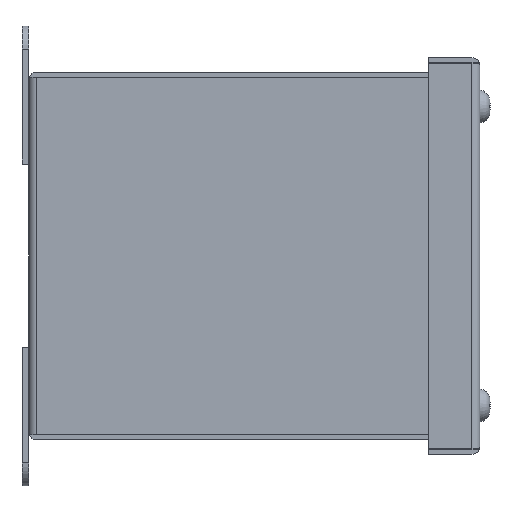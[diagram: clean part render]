
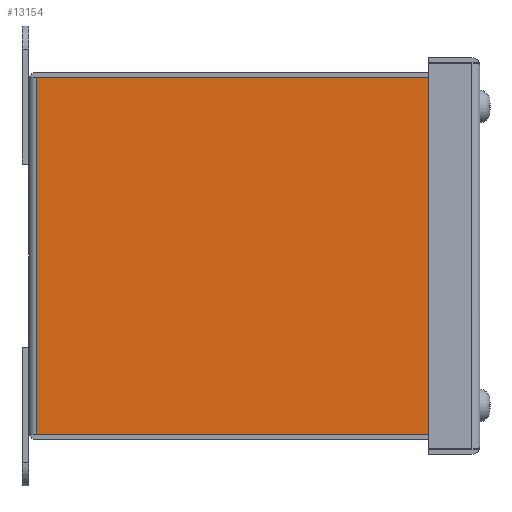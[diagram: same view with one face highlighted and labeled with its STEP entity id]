
A CAD part, left-side view. The second image highlights one B-rep face of the part: STEP entity #13154.
In plain terms, the highlighted planar face has unit normal (-1, 0, 0).
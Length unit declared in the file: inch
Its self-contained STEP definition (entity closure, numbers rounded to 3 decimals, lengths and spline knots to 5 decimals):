
#59 = VECTOR ( 'NONE', #11932, 39.37008 ) ;
#122 = ORIENTED_EDGE ( 'NONE', *, *, #3248, .F. ) ;
#153 = CARTESIAN_POINT ( 'NONE',  ( -2., -4.664, 1.94289 ) ) ;
#203 = EDGE_CURVE ( 'NONE', #11487, #568, #11280, .T. ) ;
#490 = CARTESIAN_POINT ( 'NONE',  ( -2., 39.37008, 1.94289 ) ) ;
#568 = VERTEX_POINT ( 'NONE', #12586 ) ;
#750 = DIRECTION ( 'NONE',  ( 0., 0., 1. ) ) ;
#822 = VERTEX_POINT ( 'NONE', #5717 ) ;
#1058 = ORIENTED_EDGE ( 'NONE', *, *, #10715, .F. ) ;
#2101 = CARTESIAN_POINT ( 'NONE',  ( -2., -0.086, -13.527 ) ) ;
#3248 = EDGE_CURVE ( 'NONE', #5604, #568, #15010, .T. ) ;
#4177 = LINE ( 'NONE', #490, #59 ) ;
#4773 = CARTESIAN_POINT ( 'NONE',  ( -2., 39.37008, -1.94289 ) ) ;
#4887 = ORIENTED_EDGE ( 'NONE', *, *, #203, .T. ) ;
#5604 = VERTEX_POINT ( 'NONE', #153 ) ;
#5717 = CARTESIAN_POINT ( 'NONE',  ( -2., -0.086, 1.94289 ) ) ;
#6027 = DIRECTION ( 'NONE',  ( 0., -1., 0. ) ) ;
#6662 = ORIENTED_EDGE ( 'NONE', *, *, #13115, .T. ) ;
#6702 = CARTESIAN_POINT ( 'NONE',  ( -2., -0.086, -1.94289 ) ) ;
#7103 = DIRECTION ( 'NONE',  ( 0., 0., -1. ) ) ;
#8748 = CARTESIAN_POINT ( 'NONE',  ( -2., -4.664, -1.94289 ) ) ;
#8776 = DIRECTION ( 'NONE',  ( -1., 0., 0. ) ) ;
#9711 = PLANE ( 'NONE',  #14040 ) ;
#10715 = EDGE_CURVE ( 'NONE', #822, #5604, #4177, .T. ) ;
#11161 = DIRECTION ( 'NONE',  ( 0., 0., -1. ) ) ;
#11280 = LINE ( 'NONE', #4773, #15798 ) ;
#11487 = VERTEX_POINT ( 'NONE', #6702 ) ;
#11890 = VECTOR ( 'NONE', #7103, 39.37008 ) ;
#11932 = DIRECTION ( 'NONE',  ( 0., -1., 0. ) ) ;
#12195 = CARTESIAN_POINT ( 'NONE',  ( -2., 0., -13.527 ) ) ;
#12586 = CARTESIAN_POINT ( 'NONE',  ( -2., -4.664, -1.94289 ) ) ;
#13115 = EDGE_CURVE ( 'NONE', #822, #11487, #13542, .T. ) ;
#13154 = ADVANCED_FACE ( 'NONE', ( #16365 ), #9711, .T. ) ;
#13542 = LINE ( 'NONE', #2101, #11890 ) ;
#14040 = AXIS2_PLACEMENT_3D ( 'NONE', #12195, #8776, #750 ) ;
#14552 = EDGE_LOOP ( 'NONE', ( #1058, #6662, #4887, #122 ) ) ;
#14952 = VECTOR ( 'NONE', #11161, 39.37008 ) ;
#15010 = LINE ( 'NONE', #8748, #14952 ) ;
#15798 = VECTOR ( 'NONE', #6027, 39.37008 ) ;
#16365 = FACE_OUTER_BOUND ( 'NONE', #14552, .T. ) ;
